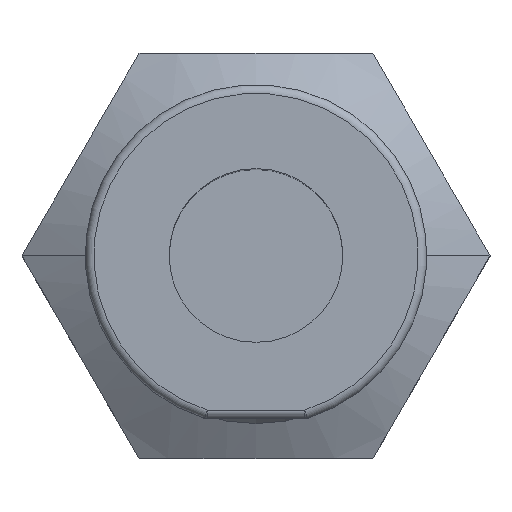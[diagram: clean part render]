
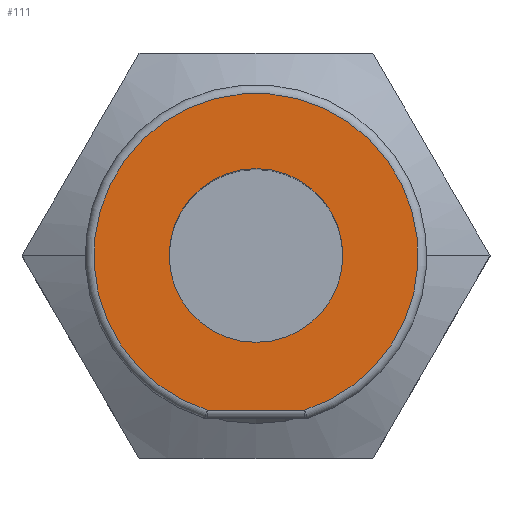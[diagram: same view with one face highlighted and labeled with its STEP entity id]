
A CAD part, top view. The second image highlights one B-rep face of the part: STEP entity #111.
In plain terms, the highlighted planar face has unit normal (0, 0, 1).
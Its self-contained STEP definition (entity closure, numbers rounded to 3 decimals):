
#54=FACE_BOUND('',#689,.T.);
#65=CIRCLE('',#927,5.6);
#66=CIRCLE('',#928,3.);
#67=CIRCLE('',#929,3.);
#111=ADVANCED_FACE('SSPC6-02_',(#162,#54),#740,.T.);
#162=FACE_OUTER_BOUND('',#688,.T.);
#210=VECTOR('',#1005,3.373);
#248=LINE('',#819,#210);
#313=ORIENTED_EDGE('',*,*,#519,.T.);
#314=ORIENTED_EDGE('',*,*,#520,.T.);
#315=ORIENTED_EDGE('',*,*,#521,.F.);
#316=ORIENTED_EDGE('',*,*,#522,.F.);
#519=EDGE_CURVE('19',#639,#640,#65,.T.);
#520=EDGE_CURVE('20',#640,#639,#248,.T.);
#521=EDGE_CURVE('90',#641,#642,#66,.T.);
#522=EDGE_CURVE('89',#642,#641,#67,.T.);
#639=VERTEX_POINT('26',#818);
#640=VERTEX_POINT('27',#819);
#641=VERTEX_POINT('59',#821);
#642=VERTEX_POINT('28',#822);
#688=EDGE_LOOP('',(#313,#314));
#689=EDGE_LOOP('',(#315,#316));
#740=PLANE('',#926);
#817=CARTESIAN_POINT('',(6.199,6.141,24.85));
#818=CARTESIAN_POINT('',(1.687,-5.34,24.85));
#819=CARTESIAN_POINT('',(-1.687,-5.34,24.85));
#820=CARTESIAN_POINT('',(0.,0.,24.85));
#821=CARTESIAN_POINT('',(3.,0.,24.85));
#822=CARTESIAN_POINT('',(-3.,0.,24.85));
#926=AXIS2_PLACEMENT_3D('',#817,#1004,#1013);
#927=AXIS2_PLACEMENT_3D('',#820,#1004,#1014);
#928=AXIS2_PLACEMENT_3D('',#820,#1004,#1005);
#929=AXIS2_PLACEMENT_3D('',#820,#1004,#1013);
#1004=DIRECTION('',(0.,0.,1.));
#1005=DIRECTION('',(1.,0.,0.));
#1013=DIRECTION('',(-1.,0.,0.));
#1014=DIRECTION('',(0.301,-0.954,0.));
